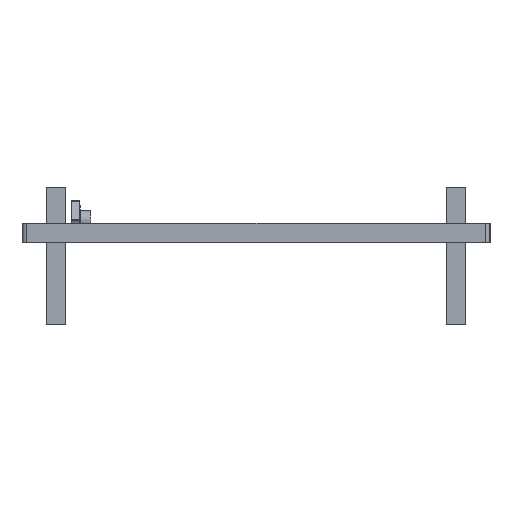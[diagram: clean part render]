
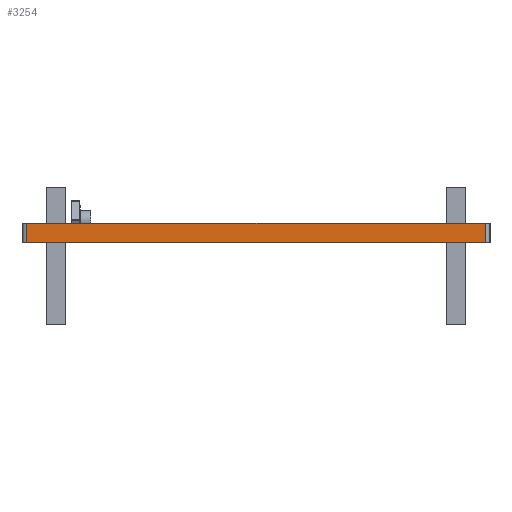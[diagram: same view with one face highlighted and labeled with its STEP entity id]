
A CAD part, left-side view. The second image highlights one B-rep face of the part: STEP entity #3254.
In plain terms, the highlighted planar face has unit normal (-1, 0, 0).
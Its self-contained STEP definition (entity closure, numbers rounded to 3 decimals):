
#403=FACE_OUTER_BOUND('',#636,.T.);
#636=EDGE_LOOP('',(#2491,#2492,#2493,#2494));
#822=LINE('',#4804,#1135);
#845=LINE('',#4909,#1158);
#886=LINE('',#5049,#1199);
#887=LINE('',#5051,#1200);
#1135=VECTOR('',#3807,10.);
#1158=VECTOR('',#3898,10.);
#1199=VECTOR('',#4043,10.);
#1200=VECTOR('',#4046,10.);
#1449=VERTEX_POINT('',#4801);
#1450=VERTEX_POINT('',#4803);
#1497=VERTEX_POINT('',#4906);
#1498=VERTEX_POINT('',#4908);
#1757=EDGE_CURVE('',#1449,#1450,#822,.T.);
#1810=EDGE_CURVE('',#1498,#1497,#845,.T.);
#1882=EDGE_CURVE('',#1498,#1449,#886,.T.);
#1883=EDGE_CURVE('',#1450,#1497,#887,.T.);
#2491=ORIENTED_EDGE('',*,*,#1882,.F.);
#2492=ORIENTED_EDGE('',*,*,#1810,.T.);
#2493=ORIENTED_EDGE('',*,*,#1883,.F.);
#2494=ORIENTED_EDGE('',*,*,#1757,.F.);
#3126=PLANE('',#3544);
#3254=ADVANCED_FACE('',(#403),#3126,.F.);
#3544=AXIS2_PLACEMENT_3D('',#5085,#4097,#4098);
#3807=DIRECTION('',(0.,-1.,0.));
#3898=DIRECTION('',(0.,-1.,0.));
#4043=DIRECTION('',(0.,0.,1.));
#4046=DIRECTION('',(0.,0.,-1.));
#4097=DIRECTION('center_axis',(1.,0.,0.));
#4098=DIRECTION('ref_axis',(0.,0.,-1.));
#4801=CARTESIAN_POINT('',(0.,106.049,10.));
#4803=CARTESIAN_POINT('',(0.,-86.951,10.));
#4804=CARTESIAN_POINT('',(0.,108.049,10.));
#4906=CARTESIAN_POINT('',(0.,-86.951,2.));
#4908=CARTESIAN_POINT('',(0.,106.049,2.));
#4909=CARTESIAN_POINT('',(0.,-62.951,2.));
#5049=CARTESIAN_POINT('',(0.,106.049,4.));
#5051=CARTESIAN_POINT('',(0.,-86.951,8.));
#5085=CARTESIAN_POINT('Origin',(0.,9.549,6.));
